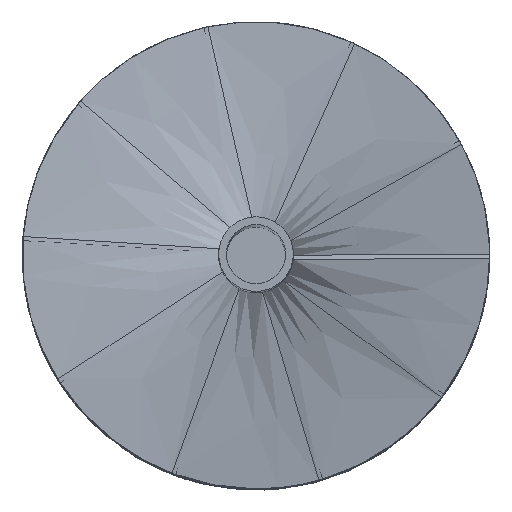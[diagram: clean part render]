
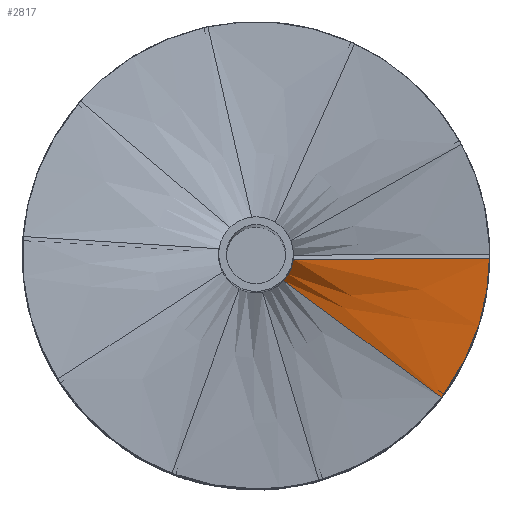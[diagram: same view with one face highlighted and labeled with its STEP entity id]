
A CAD part, top view. The second image highlights one B-rep face of the part: STEP entity #2817.
In plain terms, the highlighted free-form (B-spline) face has degree [3, 3] with [4, 5] control points.
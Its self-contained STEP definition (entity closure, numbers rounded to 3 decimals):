
#75=B_SPLINE_SURFACE_WITH_KNOTS('',3,3,((#7203,#7204,#7205,#7206,#7207),
(#7208,#7209,#7210,#7211,#7212),(#7213,#7214,#7215,#7216,#7217),(#7218,
#7219,#7220,#7221,#7222)),.UNSPECIFIED.,.F.,.F.,.F.,(4,4),(4,1,4),(-10.,
0.),(30.776,31.051,31.416),.UNSPECIFIED.);
#279=FACE_OUTER_BOUND('',#488,.T.);
#488=EDGE_LOOP('',(#2133,#2134,#2135,#2136));
#844=B_SPLINE_CURVE_WITH_KNOTS('',3,(#7130,#7131,#7132,#7133),
 .UNSPECIFIED.,.F.,.F.,(4,4),(30.776,31.416),
 .UNSPECIFIED.);
#850=B_SPLINE_CURVE_WITH_KNOTS('',3,(#7198,#7199,#7200,#7201,#7202),
 .UNSPECIFIED.,.F.,.F.,(4,1,4),(30.776,31.051,31.416),
 .UNSPECIFIED.);
#851=B_SPLINE_CURVE_WITH_KNOTS('',3,(#7223,#7224,#7225,#7226),
 .UNSPECIFIED.,.F.,.F.,(4,4),(-10.,0.),.UNSPECIFIED.);
#852=B_SPLINE_CURVE_WITH_KNOTS('',3,(#7227,#7228,#7229,#7230),
 .UNSPECIFIED.,.F.,.F.,(4,4),(-10.,0.),.UNSPECIFIED.);
#1238=VERTEX_POINT('',#7124);
#1239=VERTEX_POINT('',#7129);
#1241=VERTEX_POINT('',#7188);
#1242=VERTEX_POINT('',#7193);
#1551=EDGE_CURVE('',#1238,#1239,#844,.T.);
#1557=EDGE_CURVE('',#1241,#1242,#850,.T.);
#1558=EDGE_CURVE('',#1238,#1241,#851,.T.);
#1559=EDGE_CURVE('',#1239,#1242,#852,.T.);
#2133=ORIENTED_EDGE('',*,*,#1558,.T.);
#2134=ORIENTED_EDGE('',*,*,#1557,.T.);
#2135=ORIENTED_EDGE('',*,*,#1559,.F.);
#2136=ORIENTED_EDGE('',*,*,#1551,.F.);
#2817=ADVANCED_FACE('',(#279),#75,.T.);
#7124=CARTESIAN_POINT('',(14.003,-13.04,443.635));
#7129=CARTESIAN_POINT('',(19.018,-2.107,452.795));
#7130=CARTESIAN_POINT('Ctrl Pts',(14.003,-13.04,443.635));
#7131=CARTESIAN_POINT('Ctrl Pts',(16.78,-10.057,446.686));
#7132=CARTESIAN_POINT('Ctrl Pts',(18.569,-6.163,449.74));
#7133=CARTESIAN_POINT('Ctrl Pts',(19.018,-2.107,452.795));
#7188=CARTESIAN_POINT('',(94.424,-72.473,443.235));
#7193=CARTESIAN_POINT('',(119.016,-1.805,452.394));
#7198=CARTESIAN_POINT('Ctrl Pts',(94.424,-72.473,443.235));
#7199=CARTESIAN_POINT('Ctrl Pts',(101.041,-63.851,444.543));
#7200=CARTESIAN_POINT('Ctrl Pts',(113.706,-41.588,447.597));
#7201=CARTESIAN_POINT('Ctrl Pts',(118.796,-16.299,450.649));
#7202=CARTESIAN_POINT('Ctrl Pts',(119.016,-1.805,452.394));
#7203=CARTESIAN_POINT('Ctrl Pts',(14.003,-13.04,443.635));
#7204=CARTESIAN_POINT('Ctrl Pts',(15.193,-11.761,444.943));
#7205=CARTESIAN_POINT('Ctrl Pts',(17.547,-8.387,447.998));
#7206=CARTESIAN_POINT('Ctrl Pts',(18.761,-4.425,451.049));
#7207=CARTESIAN_POINT('Ctrl Pts',(19.018,-2.107,452.795));
#7208=CARTESIAN_POINT('Ctrl Pts',(40.81,-32.851,443.502));
#7209=CARTESIAN_POINT('Ctrl Pts',(43.809,-29.124,444.809));
#7210=CARTESIAN_POINT('Ctrl Pts',(49.6,-19.454,447.864));
#7211=CARTESIAN_POINT('Ctrl Pts',(52.106,-8.383,450.916));
#7212=CARTESIAN_POINT('Ctrl Pts',(52.35,-2.006,452.661));
#7213=CARTESIAN_POINT('Ctrl Pts',(67.617,-52.662,443.368));
#7214=CARTESIAN_POINT('Ctrl Pts',(72.425,-46.488,444.676));
#7215=CARTESIAN_POINT('Ctrl Pts',(81.653,-30.521,447.731));
#7216=CARTESIAN_POINT('Ctrl Pts',(85.451,-12.341,450.782));
#7217=CARTESIAN_POINT('Ctrl Pts',(85.683,-1.906,452.528));
#7218=CARTESIAN_POINT('Ctrl Pts',(94.424,-72.473,443.235));
#7219=CARTESIAN_POINT('Ctrl Pts',(101.041,-63.851,444.543));
#7220=CARTESIAN_POINT('Ctrl Pts',(113.706,-41.588,447.597));
#7221=CARTESIAN_POINT('Ctrl Pts',(118.796,-16.299,450.649));
#7222=CARTESIAN_POINT('Ctrl Pts',(119.016,-1.805,452.394));
#7223=CARTESIAN_POINT('Ctrl Pts',(14.003,-13.04,443.635));
#7224=CARTESIAN_POINT('Ctrl Pts',(40.81,-32.851,443.502));
#7225=CARTESIAN_POINT('Ctrl Pts',(67.617,-52.662,443.368));
#7226=CARTESIAN_POINT('Ctrl Pts',(94.424,-72.473,443.235));
#7227=CARTESIAN_POINT('Ctrl Pts',(19.018,-2.107,452.795));
#7228=CARTESIAN_POINT('Ctrl Pts',(52.35,-2.006,452.661));
#7229=CARTESIAN_POINT('Ctrl Pts',(85.683,-1.906,452.528));
#7230=CARTESIAN_POINT('Ctrl Pts',(119.016,-1.805,452.394));
